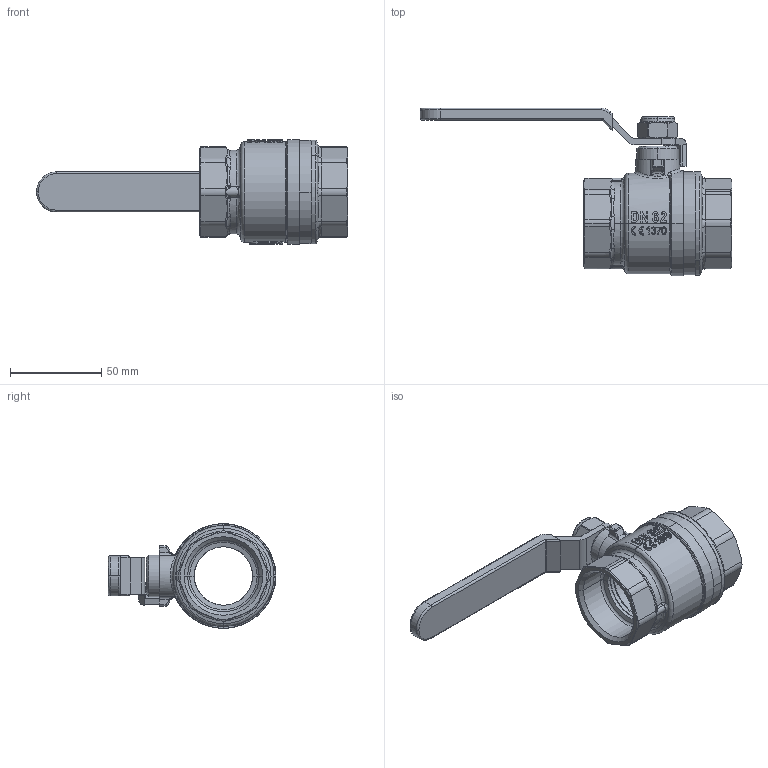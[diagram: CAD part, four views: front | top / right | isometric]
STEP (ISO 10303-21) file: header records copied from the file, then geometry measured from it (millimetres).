
FILE_DESCRIPTION (( 'STEP AP203' ), '1' );
FILE_NAME ('0811N407-surface.step', '2011-09-01T12:52:29', ( ' ' ), ( '' ), 'SwSTEP 2.0', 'SolidWorks 2011', '' );
FILE_SCHEMA (( 'CONFIG_CONTROL_DESIGN' ));
Length unit declared in the file: millimetre
Products named in the file (1): 0811N407-surface
Bounding box: 170.52 x 91.87 x 57.5 mm (x, y, z)
Surface area: 38875.4 mm2 (no closed solid volume)
Topology: 0 solids, 21 shells, 636 faces, 2074 edges, 1407 vertices
Faces by surface type: plane 225, bspline 160, cylinder 135, cone 59, torus 53, sphere 4
Entity records: 29516 total; most frequent: CARTESIAN_POINT 13538, ORIENTED_EDGE 3538, DIRECTION 2807, EDGE_CURVE 2053, VERTEX_POINT 1407, AXIS2_PLACEMENT_3D 999, VECTOR 809, LINE 809
